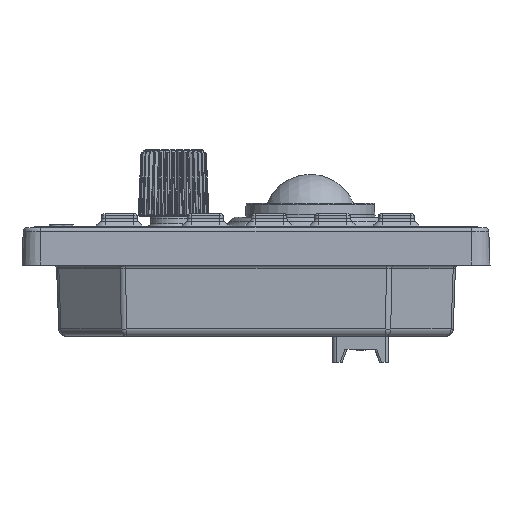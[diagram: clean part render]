
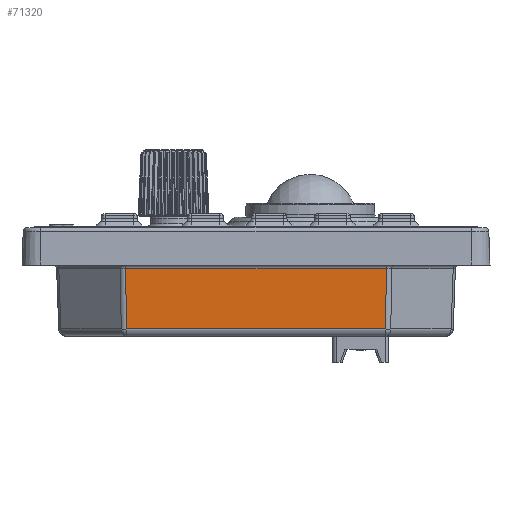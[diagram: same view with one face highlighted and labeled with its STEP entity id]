
A CAD part, left-side view. The second image highlights one B-rep face of the part: STEP entity #71320.
In plain terms, the highlighted planar face has unit normal (-0.999, 0, -0.035).
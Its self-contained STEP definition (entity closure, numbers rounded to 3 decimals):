
#4140=PLANE('',#76239);
#5599=FACE_OUTER_BOUND('',#10024,.T.);
#10024=EDGE_LOOP('',(#45916,#45917,#45918,#45919));
#18496=LINE('',#106321,#21814);
#18506=LINE('',#106367,#21824);
#18507=LINE('',#106371,#21825);
#18508=LINE('',#106372,#21826);
#21814=VECTOR('',#85147,10.);
#21824=VECTOR('',#85175,10.);
#21825=VECTOR('',#85180,10.);
#21826=VECTOR('',#85181,10.);
#27697=VERTEX_POINT('',#106313);
#27699=VERTEX_POINT('',#106319);
#27706=VERTEX_POINT('',#106366);
#27707=VERTEX_POINT('',#106370);
#34506=EDGE_CURVE('',#27699,#27697,#18496,.T.);
#34520=EDGE_CURVE('',#27697,#27706,#18506,.T.);
#34522=EDGE_CURVE('',#27707,#27699,#18507,.T.);
#34523=EDGE_CURVE('',#27706,#27707,#18508,.T.);
#45916=ORIENTED_EDGE('',*,*,#34506,.F.);
#45917=ORIENTED_EDGE('',*,*,#34522,.F.);
#45918=ORIENTED_EDGE('',*,*,#34523,.F.);
#45919=ORIENTED_EDGE('',*,*,#34520,.F.);
#71320=ADVANCED_FACE('',(#5599),#4140,.T.);
#76239=AXIS2_PLACEMENT_3D('',#106369,#85178,#85179);
#85147=DIRECTION('',(0.,-1.,0.));
#85175=DIRECTION('',(0.035,0.014,-0.999));
#85178=DIRECTION('center_axis',(-0.999,0.,
-0.035));
#85179=DIRECTION('ref_axis',(0.,1.,0.));
#85180=DIRECTION('',(-0.035,0.014,0.999));
#85181=DIRECTION('',(0.,1.,0.));
#106313=CARTESIAN_POINT('',(-123.558,-35.511,-6.595));
#106319=CARTESIAN_POINT('',(-123.558,34.138,-6.595));
#106321=CARTESIAN_POINT('',(-123.558,17.147,-6.595));
#106366=CARTESIAN_POINT('',(-122.996,-35.278,-22.7));
#106367=CARTESIAN_POINT('',(-123.575,-35.518,-6.133));
#106369=CARTESIAN_POINT('Origin',(-123.592,34.98,-5.63));
#106370=CARTESIAN_POINT('',(-122.996,33.905,-22.7));
#106371=CARTESIAN_POINT('',(-123.586,34.15,-5.798));
#106372=CARTESIAN_POINT('',(-122.996,17.147,-22.7));
